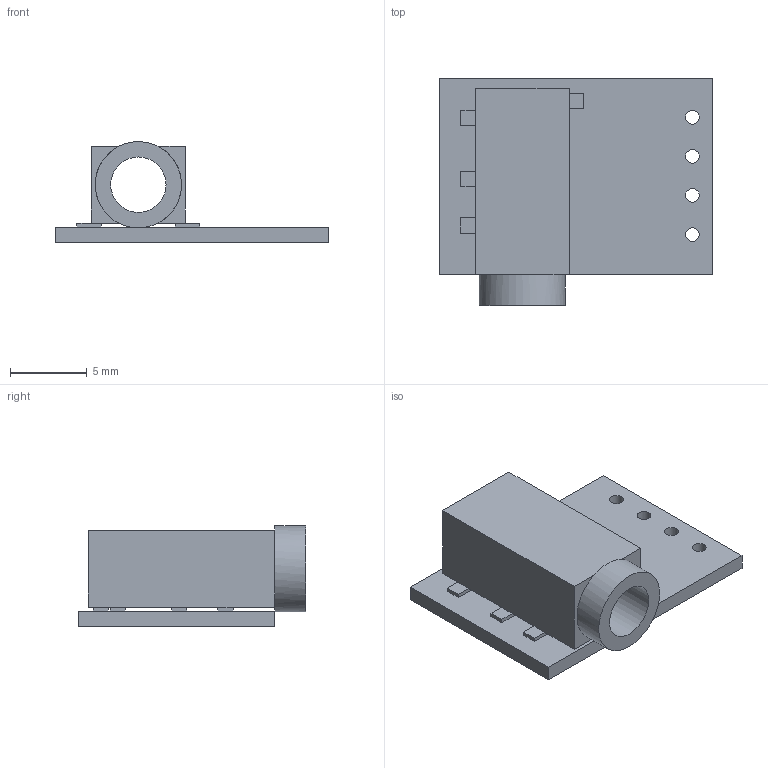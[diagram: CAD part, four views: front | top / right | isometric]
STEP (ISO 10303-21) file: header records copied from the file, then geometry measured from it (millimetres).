
FILE_DESCRIPTION(/* description */ (''),/* implementation_level */ '2;1');
FILE_NAME(/* name */ 'TRRSBreakout.step',/* time_stamp */ '2020-10-15T10:33:10-05:00',/* author */ (''),/* organization */ (''),/* preprocessor_version */ 'ST-DEVELOPER v16',/* originating_system */ 'SIEMENS PLM Software NX 10.0',/* authorisation */ '');
FILE_SCHEMA (('AUTOMOTIVE_DESIGN { 1 0 10303 214 3 1 1 1 }'));
Length unit declared in the file: millimetre
Products named in the file (3): TRRSBreakoutNX; TTRS20153; TTRSBreakOutFullNX
Assembly tree (2 placements, depth 2):
  TTRSBreakOutFullNX
    TTRS20153
    TRRSBreakoutNX
Bounding box: 17.75 x 14.75 x 6.55 mm (x, y, z)
Volume: 500.2 mm3; surface area: 1038.6 mm2
Topology: 2 solids, 2 shells, 46 faces, 115 edges, 73 vertices
Faces by surface type: plane 40, cylinder 6
Full cylindrical faces by diameter (mm): 0.9 x4, 3.6 x1, 5.6 x1
Entity records: 1570 total; most frequent: CARTESIAN_POINT 227, DIRECTION 220, ORIENTED_EDGE 214, EDGE_CURVE 107, LINE 92, VECTOR 92, VERTEX_POINT 71, AXIS2_PLACEMENT_3D 64
